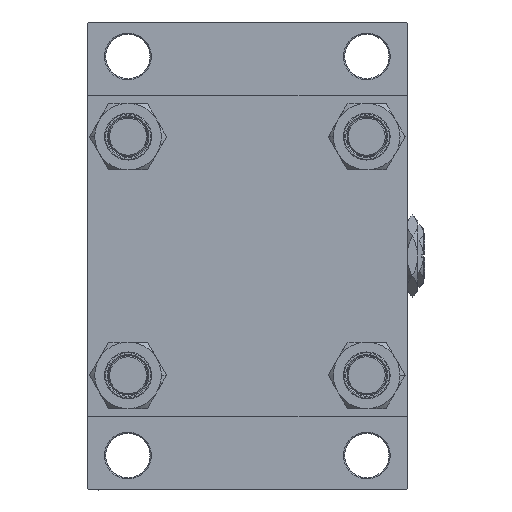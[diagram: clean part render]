
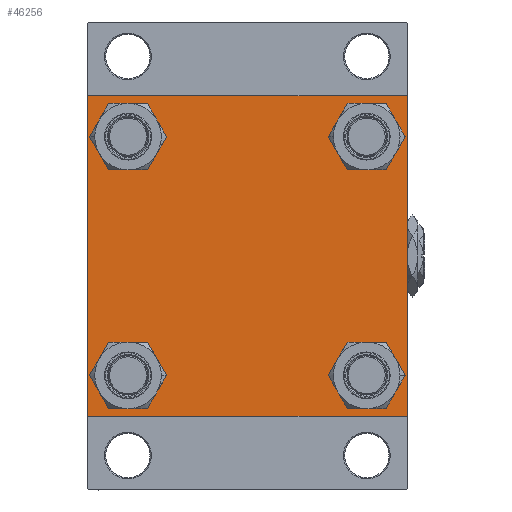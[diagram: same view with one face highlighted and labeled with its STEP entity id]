
A CAD part, left-side view. The second image highlights one B-rep face of the part: STEP entity #46256.
In plain terms, the highlighted planar face has unit normal (-1, 0, 0).
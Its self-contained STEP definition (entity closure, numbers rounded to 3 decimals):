
#1366 = ORIENTED_EDGE ( 'NONE', *, *, #24067, .T. ) ;
#1510 = CARTESIAN_POINT ( 'NONE',  ( 0., 64.5, -65. ) ) ;
#1564 = AXIS2_PLACEMENT_3D ( 'NONE', #15890, #27725, #3784 ) ;
#1740 = CIRCLE ( 'NONE', #37217, 8.5 ) ;
#2407 = ORIENTED_EDGE ( 'NONE', *, *, #19772, .T. ) ;
#2522 = EDGE_LOOP ( 'NONE', ( #28151, #12110 ) ) ;
#2586 = CARTESIAN_POINT ( 'NONE',  ( 0., 48.45, -56.95 ) ) ;
#2811 = CARTESIAN_POINT ( 'NONE',  ( 0., 48.45, 48.45 ) ) ;
#2933 = CIRCLE ( 'NONE', #18247, 8.5 ) ;
#3784 = DIRECTION ( 'NONE',  ( 0., 0., 1. ) ) ;
#4077 = CARTESIAN_POINT ( 'NONE',  ( 0., -64.75, 64.75 ) ) ;
#4381 = LINE ( 'NONE', #24555, #45783 ) ;
#4805 = CARTESIAN_POINT ( 'NONE',  ( 0., -65., 64.5 ) ) ;
#4828 = VECTOR ( 'NONE', #10390, 1000. ) ;
#5297 = ORIENTED_EDGE ( 'NONE', *, *, #17863, .T. ) ;
#6608 = CARTESIAN_POINT ( 'NONE',  ( 0., 48.45, 48.45 ) ) ;
#6661 = VERTEX_POINT ( 'NONE', #4805 ) ;
#8607 = ORIENTED_EDGE ( 'NONE', *, *, #33843, .F. ) ;
#8680 = EDGE_CURVE ( 'NONE', #12168, #11637, #39954, .T. ) ;
#8768 = CARTESIAN_POINT ( 'NONE',  ( 0., 0., 0. ) ) ;
#9016 = FACE_BOUND ( 'NONE', #43582, .T. ) ;
#9169 = CARTESIAN_POINT ( 'NONE',  ( 0., -48.45, -48.45 ) ) ;
#9437 = EDGE_CURVE ( 'NONE', #28870, #26028, #41576, .T. ) ;
#10141 = EDGE_CURVE ( 'NONE', #36562, #32836, #2933, .T. ) ;
#10390 = DIRECTION ( 'NONE',  ( 0., 0., -1. ) ) ;
#11342 = ORIENTED_EDGE ( 'NONE', *, *, #35502, .F. ) ;
#11616 = CIRCLE ( 'NONE', #18083, 8.5 ) ;
#11637 = VERTEX_POINT ( 'NONE', #36208 ) ;
#11681 = AXIS2_PLACEMENT_3D ( 'NONE', #8768, #43072, #24405 ) ;
#11796 = CIRCLE ( 'NONE', #19875, 8.5 ) ;
#12084 = VERTEX_POINT ( 'NONE', #2586 ) ;
#12110 = ORIENTED_EDGE ( 'NONE', *, *, #41110, .T. ) ;
#12168 = VERTEX_POINT ( 'NONE', #19909 ) ;
#12460 = LINE ( 'NONE', #40641, #41318 ) ;
#12923 = ORIENTED_EDGE ( 'NONE', *, *, #8680, .T. ) ;
#13811 = VECTOR ( 'NONE', #39533, 1000. ) ;
#13930 = ORIENTED_EDGE ( 'NONE', *, *, #10141, .T. ) ;
#14155 = EDGE_CURVE ( 'NONE', #24575, #21873, #4381, .T. ) ;
#15437 = LINE ( 'NONE', #4077, #28169 ) ;
#15890 = CARTESIAN_POINT ( 'NONE',  ( 0., -48.45, -48.45 ) ) ;
#16439 = EDGE_CURVE ( 'NONE', #48197, #12084, #22487, .T. ) ;
#16752 = VERTEX_POINT ( 'NONE', #42426 ) ;
#16791 = ORIENTED_EDGE ( 'NONE', *, *, #49268, .T. ) ;
#16954 = EDGE_CURVE ( 'NONE', #11637, #12168, #20904, .T. ) ;
#17444 = DIRECTION ( 'NONE',  ( 0., -0.707, 0.707 ) ) ;
#17496 = DIRECTION ( 'NONE',  ( 0., -1., 0. ) ) ;
#17519 = CARTESIAN_POINT ( 'NONE',  ( 0., -48.45, 48.45 ) ) ;
#17863 = EDGE_CURVE ( 'NONE', #6661, #46369, #15437, .T. ) ;
#18083 = AXIS2_PLACEMENT_3D ( 'NONE', #24115, #40256, #36715 ) ;
#18247 = AXIS2_PLACEMENT_3D ( 'NONE', #2811, #45438, #21744 ) ;
#18729 = ORIENTED_EDGE ( 'NONE', *, *, #36125, .T. ) ;
#18910 = CARTESIAN_POINT ( 'NONE',  ( 0., -65., 65. ) ) ;
#19390 = CIRCLE ( 'NONE', #43544, 8.5 ) ;
#19772 = EDGE_CURVE ( 'NONE', #16752, #23800, #19390, .T. ) ;
#19875 = AXIS2_PLACEMENT_3D ( 'NONE', #17519, #29104, #44497 ) ;
#19909 = CARTESIAN_POINT ( 'NONE',  ( 0., -48.45, -39.95 ) ) ;
#20789 = DIRECTION ( 'NONE',  ( 0., 0., 1. ) ) ;
#20809 = CARTESIAN_POINT ( 'NONE',  ( 0., 64.5, 65. ) ) ;
#20904 = CIRCLE ( 'NONE', #1564, 8.5 ) ;
#20912 = EDGE_LOOP ( 'NONE', ( #12923, #27215 ) ) ;
#21206 = EDGE_CURVE ( 'NONE', #26028, #46277, #33341, .T. ) ;
#21744 = DIRECTION ( 'NONE',  ( 0., 0., 1. ) ) ;
#21873 = VERTEX_POINT ( 'NONE', #22558 ) ;
#22487 = CIRCLE ( 'NONE', #32954, 8.5 ) ;
#22558 = CARTESIAN_POINT ( 'NONE',  ( 0., -64.5, -65. ) ) ;
#22843 = EDGE_LOOP ( 'NONE', ( #13930, #23722 ) ) ;
#23405 = FACE_BOUND ( 'NONE', #22843, .T. ) ;
#23722 = ORIENTED_EDGE ( 'NONE', *, *, #25478, .T. ) ;
#23800 = VERTEX_POINT ( 'NONE', #26988 ) ;
#24067 = EDGE_CURVE ( 'NONE', #46277, #24575, #43562, .T. ) ;
#24115 = CARTESIAN_POINT ( 'NONE',  ( 0., 48.45, -48.45 ) ) ;
#24405 = DIRECTION ( 'NONE',  ( 0., 0., 1. ) ) ;
#24555 = CARTESIAN_POINT ( 'NONE',  ( 0., 65., -65. ) ) ;
#24563 = DIRECTION ( 'NONE',  ( 1., 0., 0. ) ) ;
#24575 = VERTEX_POINT ( 'NONE', #1510 ) ;
#24981 = ORIENTED_EDGE ( 'NONE', *, *, #14155, .T. ) ;
#25437 = AXIS2_PLACEMENT_3D ( 'NONE', #9169, #24563, #20789 ) ;
#25478 = EDGE_CURVE ( 'NONE', #32836, #36562, #1740, .T. ) ;
#25774 = DIRECTION ( 'NONE',  ( 0., 0., 1. ) ) ;
#25946 = DIRECTION ( 'NONE',  ( 0., 0.707, -0.707 ) ) ;
#26028 = VERTEX_POINT ( 'NONE', #39994 ) ;
#26289 = ORIENTED_EDGE ( 'NONE', *, *, #9437, .T. ) ;
#26675 = CARTESIAN_POINT ( 'NONE',  ( 0., 48.45, 39.95 ) ) ;
#26682 = CARTESIAN_POINT ( 'NONE',  ( 0., 65., 65. ) ) ;
#26926 = LINE ( 'NONE', #26682, #39578 ) ;
#26988 = CARTESIAN_POINT ( 'NONE',  ( 0., -48.45, 56.95 ) ) ;
#27215 = ORIENTED_EDGE ( 'NONE', *, *, #16954, .T. ) ;
#27337 = DIRECTION ( 'NONE',  ( 0., 0., 1. ) ) ;
#27684 = FACE_OUTER_BOUND ( 'NONE', #46862, .T. ) ;
#27725 = DIRECTION ( 'NONE',  ( 1., 0., 0. ) ) ;
#27935 = FACE_BOUND ( 'NONE', #20912, .T. ) ;
#28151 = ORIENTED_EDGE ( 'NONE', *, *, #16439, .T. ) ;
#28169 = VECTOR ( 'NONE', #30804, 1000. ) ;
#28338 = VERTEX_POINT ( 'NONE', #31205 ) ;
#28669 = CARTESIAN_POINT ( 'NONE',  ( 0., 64.75, -64.75 ) ) ;
#28870 = VERTEX_POINT ( 'NONE', #20809 ) ;
#29104 = DIRECTION ( 'NONE',  ( 1., 0., 0. ) ) ;
#30640 = DIRECTION ( 'NONE',  ( 0., 0., 1. ) ) ;
#30804 = DIRECTION ( 'NONE',  ( 0., 0.707, 0.707 ) ) ;
#31112 = CARTESIAN_POINT ( 'NONE',  ( 0., 48.45, -48.45 ) ) ;
#31205 = CARTESIAN_POINT ( 'NONE',  ( 0., -65., -64.5 ) ) ;
#31438 = DIRECTION ( 'NONE',  ( 0., -1., 0. ) ) ;
#32836 = VERTEX_POINT ( 'NONE', #26675 ) ;
#32954 = AXIS2_PLACEMENT_3D ( 'NONE', #31112, #46510, #27337 ) ;
#33341 = LINE ( 'NONE', #37389, #4828 ) ;
#33843 = EDGE_CURVE ( 'NONE', #28870, #46369, #26926, .T. ) ;
#35005 = FACE_BOUND ( 'NONE', #2522, .T. ) ;
#35502 = EDGE_CURVE ( 'NONE', #6661, #28338, #49669, .T. ) ;
#35756 = CARTESIAN_POINT ( 'NONE',  ( 0., 65., -64.5 ) ) ;
#36125 = EDGE_CURVE ( 'NONE', #21873, #28338, #12460, .T. ) ;
#36208 = CARTESIAN_POINT ( 'NONE',  ( 0., -48.45, -56.95 ) ) ;
#36562 = VERTEX_POINT ( 'NONE', #38042 ) ;
#36715 = DIRECTION ( 'NONE',  ( 0., 0., 1. ) ) ;
#37217 = AXIS2_PLACEMENT_3D ( 'NONE', #6608, #48971, #25774 ) ;
#37389 = CARTESIAN_POINT ( 'NONE',  ( 0., 65., 65. ) ) ;
#38042 = CARTESIAN_POINT ( 'NONE',  ( 0., 48.45, 56.95 ) ) ;
#38338 = VECTOR ( 'NONE', #25946, 1000. ) ;
#39533 = DIRECTION ( 'NONE',  ( 0., -0.707, -0.707 ) ) ;
#39578 = VECTOR ( 'NONE', #31438, 1000. ) ;
#39954 = CIRCLE ( 'NONE', #25437, 8.5 ) ;
#39994 = CARTESIAN_POINT ( 'NONE',  ( 0., 65., 64.5 ) ) ;
#40256 = DIRECTION ( 'NONE',  ( 1., 0., 0. ) ) ;
#40641 = CARTESIAN_POINT ( 'NONE',  ( 0., -64.75, -64.75 ) ) ;
#41110 = EDGE_CURVE ( 'NONE', #12084, #48197, #11616, .T. ) ;
#41318 = VECTOR ( 'NONE', #17444, 1000. ) ;
#41576 = LINE ( 'NONE', #42076, #38338 ) ;
#42065 = VECTOR ( 'NONE', #42356, 1000. ) ;
#42076 = CARTESIAN_POINT ( 'NONE',  ( 0., 64.75, 64.75 ) ) ;
#42356 = DIRECTION ( 'NONE',  ( 0., 0., -1. ) ) ;
#42426 = CARTESIAN_POINT ( 'NONE',  ( 0., -48.45, 39.95 ) ) ;
#42501 = DIRECTION ( 'NONE',  ( 1., 0., 0. ) ) ;
#43072 = DIRECTION ( 'NONE',  ( -1., 0., 0. ) ) ;
#43325 = PLANE ( 'NONE',  #11681 ) ;
#43544 = AXIS2_PLACEMENT_3D ( 'NONE', #49813, #42501, #30640 ) ;
#43562 = LINE ( 'NONE', #28669, #13811 ) ;
#43582 = EDGE_LOOP ( 'NONE', ( #16791, #2407 ) ) ;
#44316 = CARTESIAN_POINT ( 'NONE',  ( 0., -64.5, 65. ) ) ;
#44497 = DIRECTION ( 'NONE',  ( 0., 0., 1. ) ) ;
#45438 = DIRECTION ( 'NONE',  ( 1., 0., 0. ) ) ;
#45783 = VECTOR ( 'NONE', #17496, 1000. ) ;
#46256 = ADVANCED_FACE ( 'NONE', ( #9016, #27935, #35005, #23405, #27684 ), #43325, .T. ) ;
#46277 = VERTEX_POINT ( 'NONE', #35756 ) ;
#46369 = VERTEX_POINT ( 'NONE', #44316 ) ;
#46510 = DIRECTION ( 'NONE',  ( 1., 0., 0. ) ) ;
#46862 = EDGE_LOOP ( 'NONE', ( #49202, #1366, #24981, #18729, #11342, #5297, #8607, #26289 ) ) ;
#48197 = VERTEX_POINT ( 'NONE', #48674 ) ;
#48674 = CARTESIAN_POINT ( 'NONE',  ( 0., 48.45, -39.95 ) ) ;
#48971 = DIRECTION ( 'NONE',  ( 1., 0., 0. ) ) ;
#49202 = ORIENTED_EDGE ( 'NONE', *, *, #21206, .T. ) ;
#49268 = EDGE_CURVE ( 'NONE', #23800, #16752, #11796, .T. ) ;
#49669 = LINE ( 'NONE', #18910, #42065 ) ;
#49813 = CARTESIAN_POINT ( 'NONE',  ( 0., -48.45, 48.45 ) ) ;
